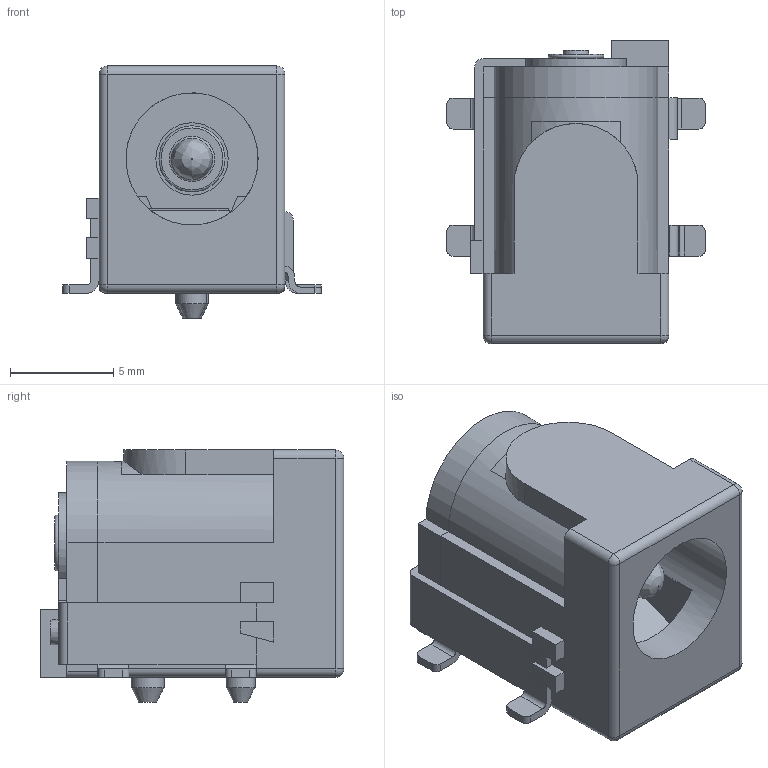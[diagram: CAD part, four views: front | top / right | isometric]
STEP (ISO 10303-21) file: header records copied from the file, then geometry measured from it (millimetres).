
FILE_DESCRIPTION (( 'STEP AP214' ), '1' );
FILE_NAME ('694106106102.STEP', '2021-05-26T07:17:49', ( '' ), ( '' ), 'SwSTEP 2.0', 'SolidWorks 2018', '' );
FILE_SCHEMA (( 'AUTOMOTIVE_DESIGN' ));
Length unit declared in the file: millimetre
Products named in the file (2): 694106106102
Bounding box: 12.5 x 14.7 x 12.2 mm (x, y, z)
Volume: 831.4 mm3; surface area: 1888.4 mm2
Topology: 6 solids, 6 shells, 274 faces, 706 edges, 455 vertices
Faces by surface type: plane 182, cylinder 73, torus 10, cone 4, sphere 4, bspline 1
Full cylindrical faces by diameter (mm): 1.4 x1, 1.45 x1, 1.6 x1, 1.8 x2, 2 x5, 2.35 x1, 3 x1, 3.2 x1, 3.5 x1, 6.4 x1
Entity records: 11187 total; most frequent: CARTESIAN_POINT 1483, DIRECTION 1354, ORIENTED_EDGE 1330, EDGE_CURVE 665, LINE 496, VECTOR 496, VERTEX_POINT 446, AXIS2_PLACEMENT_3D 429
